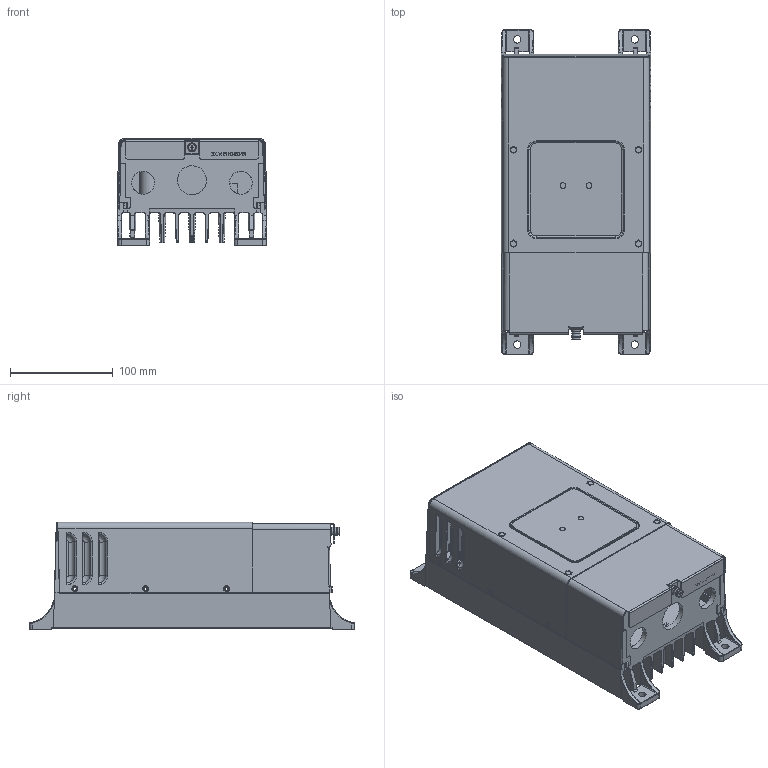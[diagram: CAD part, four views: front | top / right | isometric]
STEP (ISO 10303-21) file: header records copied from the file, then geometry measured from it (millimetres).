
FILE_DESCRIPTION (( 'STEP AP214' ), '1' );
FILE_NAME ('3DCAD-MG2-STD-ENC-STEP.STEP', '2017-01-25T15:47:06', ( '' ), ( '' ), 'SwSTEP 2.0', 'SolidWorks 2015', '' );
FILE_SCHEMA (( 'AUTOMOTIVE_DESIGN' ));
Length unit declared in the file: inch
Products named in the file (1): 3DCAD-MG2-STD-ENC-STEP
Bounding box: 146.05 x 316.47 x 104.56 mm (x, y, z)
Surface area: 416154.7 mm2 (no closed solid volume)
Topology: 0 solids, 33 shells, 837 faces, 3117 edges, 2188 vertices
Faces by surface type: plane 322, cylinder 273, bspline 104, torus 73, cone 64, sphere 1
Full cylindrical faces by diameter (mm): 0.508 x1, 2.845 x6, 5.588 x2, 7.874 x4, 8.924 x1, 18 x1, 22.225 x2, 28.169 x1
Entity records: 49106 total; most frequent: CARTESIAN_POINT 14752, ORIENTED_EDGE 4756, DIRECTION 4290, EDGE_CURVE 3061, VERTEX_POINT 2170, VECTOR 1578, LINE 1578, AXIS2_PLACEMENT_3D 1356
